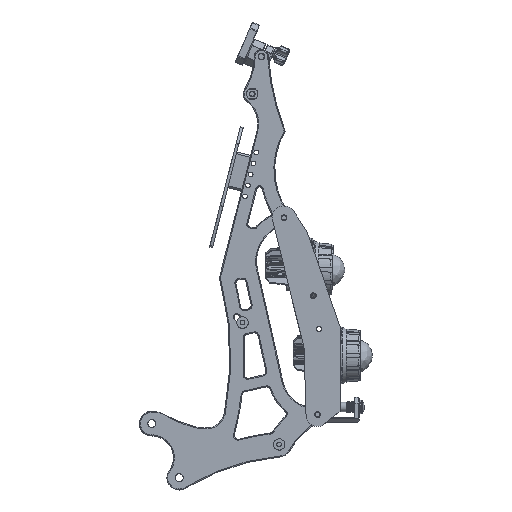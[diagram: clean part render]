
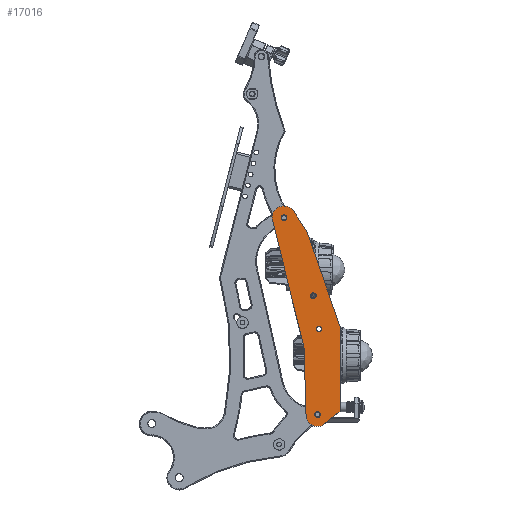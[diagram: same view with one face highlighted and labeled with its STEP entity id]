
A CAD part, top view. The second image highlights one B-rep face of the part: STEP entity #17016.
In plain terms, the highlighted planar face has unit normal (0, 0, 1).
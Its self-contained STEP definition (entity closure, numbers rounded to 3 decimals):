
#980=FACE_BOUND('',#3016,.T.);
#981=FACE_BOUND('',#3017,.T.);
#982=FACE_BOUND('',#3018,.T.);
#983=FACE_BOUND('',#3019,.T.);
#1191=PLANE('',#18844);
#1923=FACE_OUTER_BOUND('',#3015,.T.);
#3015=EDGE_LOOP('',(#13207,#13208,#13209,#13210,#13211,#13212,#13213,#13214));
#3016=EDGE_LOOP('',(#13215));
#3017=EDGE_LOOP('',(#13216));
#3018=EDGE_LOOP('',(#13217));
#3019=EDGE_LOOP('',(#13218));
#4077=LINE('',#28608,#5233);
#4080=LINE('',#28614,#5236);
#4084=LINE('',#28626,#5240);
#4087=LINE('',#28632,#5243);
#4090=LINE('',#28638,#5246);
#4093=LINE('',#28644,#5249);
#5233=VECTOR('',#22343,10.);
#5236=VECTOR('',#22348,10.);
#5240=VECTOR('',#22360,10.);
#5243=VECTOR('',#22365,10.);
#5246=VECTOR('',#22370,10.);
#5249=VECTOR('',#22375,10.);
#6489=CIRCLE('',#18821,3.);
#6491=CIRCLE('',#18824,3.);
#6493=CIRCLE('',#18827,3.);
#6495=CIRCLE('',#18830,3.);
#6498=CIRCLE('',#18836,12.5);
#6500=CIRCLE('',#18843,12.5);
#7587=VERTEX_POINT('',#28578);
#7589=VERTEX_POINT('',#28584);
#7591=VERTEX_POINT('',#28590);
#7593=VERTEX_POINT('',#28596);
#7597=VERTEX_POINT('',#28605);
#7598=VERTEX_POINT('',#28607);
#7600=VERTEX_POINT('',#28613);
#7602=VERTEX_POINT('',#28619);
#7604=VERTEX_POINT('',#28625);
#7606=VERTEX_POINT('',#28631);
#7608=VERTEX_POINT('',#28637);
#7610=VERTEX_POINT('',#28643);
#9593=EDGE_CURVE('',#7587,#7587,#6489,.T.);
#9596=EDGE_CURVE('',#7589,#7589,#6491,.T.);
#9599=EDGE_CURVE('',#7591,#7591,#6493,.T.);
#9602=EDGE_CURVE('',#7593,#7593,#6495,.T.);
#9607=EDGE_CURVE('',#7598,#7597,#4077,.T.);
#9610=EDGE_CURVE('',#7600,#7598,#4080,.T.);
#9613=EDGE_CURVE('',#7602,#7600,#6498,.T.);
#9616=EDGE_CURVE('',#7604,#7602,#4084,.T.);
#9619=EDGE_CURVE('',#7606,#7604,#4087,.T.);
#9622=EDGE_CURVE('',#7608,#7606,#4090,.T.);
#9625=EDGE_CURVE('',#7610,#7608,#4093,.T.);
#9628=EDGE_CURVE('',#7597,#7610,#6500,.T.);
#13207=ORIENTED_EDGE('',*,*,#9628,.T.);
#13208=ORIENTED_EDGE('',*,*,#9625,.T.);
#13209=ORIENTED_EDGE('',*,*,#9622,.T.);
#13210=ORIENTED_EDGE('',*,*,#9619,.T.);
#13211=ORIENTED_EDGE('',*,*,#9616,.T.);
#13212=ORIENTED_EDGE('',*,*,#9613,.T.);
#13213=ORIENTED_EDGE('',*,*,#9610,.T.);
#13214=ORIENTED_EDGE('',*,*,#9607,.T.);
#13215=ORIENTED_EDGE('',*,*,#9602,.T.);
#13216=ORIENTED_EDGE('',*,*,#9599,.T.);
#13217=ORIENTED_EDGE('',*,*,#9596,.T.);
#13218=ORIENTED_EDGE('',*,*,#9593,.T.);
#17016=ADVANCED_FACE('',(#1923,#980,#981,#982,#983),#1191,.T.);
#18821=AXIS2_PLACEMENT_3D('',#28579,#22313,#22314);
#18824=AXIS2_PLACEMENT_3D('',#28585,#22320,#22321);
#18827=AXIS2_PLACEMENT_3D('',#28591,#22327,#22328);
#18830=AXIS2_PLACEMENT_3D('',#28597,#22334,#22335);
#18836=AXIS2_PLACEMENT_3D('',#28620,#22354,#22355);
#18843=AXIS2_PLACEMENT_3D('',#28648,#22381,#22382);
#18844=AXIS2_PLACEMENT_3D('',#28649,#22383,#22384);
#22313=DIRECTION('center_axis',(0.,0.,-1.));
#22314=DIRECTION('ref_axis',(1.,0.,0.));
#22320=DIRECTION('center_axis',(0.,0.,-1.));
#22321=DIRECTION('ref_axis',(1.,0.,0.));
#22327=DIRECTION('center_axis',(0.,0.,-1.));
#22328=DIRECTION('ref_axis',(1.,0.,0.));
#22334=DIRECTION('center_axis',(0.,0.,-1.));
#22335=DIRECTION('ref_axis',(1.,0.,0.));
#22343=DIRECTION('',(0.029,-1.,0.));
#22348=DIRECTION('',(0.24,-0.971,0.));
#22354=DIRECTION('center_axis',(0.,0.,1.));
#22355=DIRECTION('ref_axis',(0.731,0.682,0.));
#22360=DIRECTION('',(-0.544,0.839,0.));
#22365=DIRECTION('',(-0.33,0.944,0.));
#22370=DIRECTION('',(0.,1.,0.));
#22375=DIRECTION('',(0.784,0.62,0.));
#22381=DIRECTION('center_axis',(0.,0.,1.));
#22382=DIRECTION('ref_axis',(-0.976,-0.218,0.));
#22383=DIRECTION('center_axis',(0.,0.,1.));
#22384=DIRECTION('ref_axis',(1.,0.,0.));
#28578=CARTESIAN_POINT('',(143.35,66.662,3.));
#28579=CARTESIAN_POINT('Origin',(146.35,66.662,3.));
#28584=CARTESIAN_POINT('',(144.85,157.119,3.));
#28585=CARTESIAN_POINT('Origin',(147.85,157.119,3.));
#28590=CARTESIAN_POINT('',(138.85,192.292,3.));
#28591=CARTESIAN_POINT('Origin',(141.85,192.292,3.));
#28596=CARTESIAN_POINT('',(107.832,274.658,3.));
#28597=CARTESIAN_POINT('Origin',(110.832,274.658,3.));
#28605=CARTESIAN_POINT('',(134.15,63.939,3.));
#28607=CARTESIAN_POINT('',(132.,137.,3.));
#28608=CARTESIAN_POINT('',(134.15,63.939,3.));
#28613=CARTESIAN_POINT('',(98.481,272.736,3.));
#28614=CARTESIAN_POINT('',(98.481,272.736,3.));
#28619=CARTESIAN_POINT('',(119.973,283.184,3.));
#28620=CARTESIAN_POINT('Origin',(110.832,274.658,3.));
#28625=CARTESIAN_POINT('',(135.,260.,3.));
#28626=CARTESIAN_POINT('',(119.973,283.184,3.));
#28631=CARTESIAN_POINT('',(170.,160.,3.));
#28632=CARTESIAN_POINT('',(170.,160.,3.));
#28637=CARTESIAN_POINT('',(170.,70.,3.));
#28638=CARTESIAN_POINT('',(170.,70.,3.));
#28643=CARTESIAN_POINT('',(151.217,55.149,3.));
#28644=CARTESIAN_POINT('',(151.217,55.149,3.));
#28648=CARTESIAN_POINT('Origin',(146.35,66.662,3.));
#28649=CARTESIAN_POINT('Origin',(134.166,170.66,3.));
